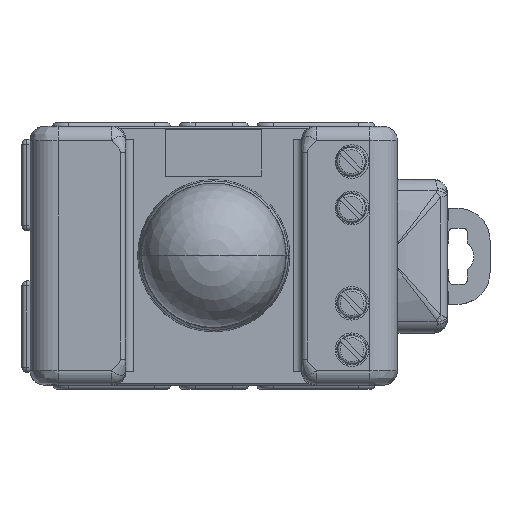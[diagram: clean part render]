
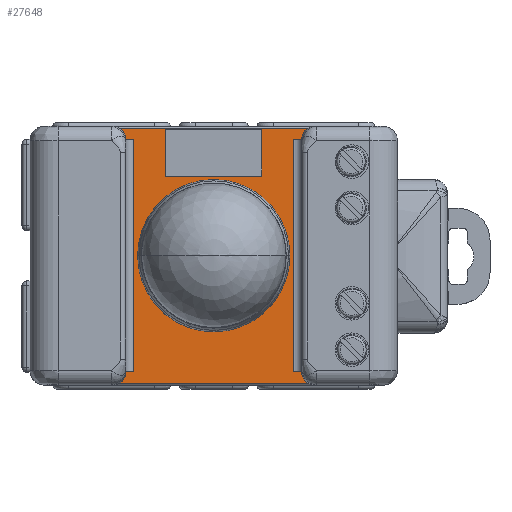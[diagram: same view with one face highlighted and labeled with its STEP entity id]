
A CAD part, top view. The second image highlights one B-rep face of the part: STEP entity #27648.
In plain terms, the highlighted planar face has unit normal (0, 0, 1).
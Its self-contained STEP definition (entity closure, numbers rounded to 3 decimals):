
#336=DIRECTION('',(-1.,0.,0.));
#337=VECTOR('',#336,23.651);
#338=CARTESIAN_POINT('',(11.825,-15.95,0.));
#339=LINE('',#338,#337);
#490=DIRECTION('',(-1.,0.,0.));
#491=VECTOR('',#490,6.);
#492=CARTESIAN_POINT('',(3.,10.65,0.));
#493=LINE('',#492,#491);
#497=DIRECTION('',(0.,-1.,0.));
#498=VECTOR('',#497,4.4);
#499=CARTESIAN_POINT('',(3.,15.05,0.));
#500=LINE('',#499,#498);
#504=DIRECTION('',(1.,0.,0.));
#505=VECTOR('',#504,6.);
#506=CARTESIAN_POINT('',(-3.,15.05,0.));
#507=LINE('',#506,#505);
#511=DIRECTION('',(0.,1.,0.));
#512=VECTOR('',#511,4.4);
#513=CARTESIAN_POINT('',(-3.,10.65,0.));
#514=LINE('',#513,#512);
#518=CARTESIAN_POINT('',(0.,0.,0.));
#519=DIRECTION('',(0.,0.,-1.));
#520=DIRECTION('',(-1.,0.,0.));
#521=AXIS2_PLACEMENT_3D('',#518,#519,#520);
#526=CARTESIAN_POINT('',(0.,0.,0.));
#527=DIRECTION('',(0.,0.,-1.));
#528=DIRECTION('',(1.,0.,0.));
#529=AXIS2_PLACEMENT_3D('',#526,#527,#528);
#534=DIRECTION('',(0.,-1.,0.));
#535=VECTOR('',#534,0.05);
#536=CARTESIAN_POINT('',(-11.,14.55,0.));
#537=LINE('',#536,#535);
#541=CARTESIAN_POINT('',(-12.6,14.55,0.));
#542=DIRECTION('',(0.,0.,1.));
#543=DIRECTION('',(1.,0.,0.));
#544=AXIS2_PLACEMENT_3D('',#541,#542,#543);
#549=CARTESIAN_POINT('',(12.6,14.55,0.));
#550=DIRECTION('',(0.,0.,-1.));
#551=DIRECTION('',(-1.,0.,0.));
#552=AXIS2_PLACEMENT_3D('',#549,#550,#551);
#557=DIRECTION('',(0.,-1.,0.));
#558=VECTOR('',#557,0.05);
#559=CARTESIAN_POINT('',(11.,14.55,0.));
#560=LINE('',#559,#558);
#564=DIRECTION('',(1.,0.,0.));
#565=VECTOR('',#564,1.);
#566=CARTESIAN_POINT('',(10.,14.5,0.));
#567=LINE('',#566,#565);
#571=DIRECTION('',(0.,1.,0.));
#572=VECTOR('',#571,29.);
#573=CARTESIAN_POINT('',(10.,-14.5,0.));
#574=LINE('',#573,#572);
#578=DIRECTION('',(-1.,0.,0.));
#579=VECTOR('',#578,1.);
#580=CARTESIAN_POINT('',(11.,-14.5,0.));
#581=LINE('',#580,#579);
#585=DIRECTION('',(0.,-1.,0.));
#586=VECTOR('',#585,0.05);
#587=CARTESIAN_POINT('',(11.,-14.5,0.));
#588=LINE('',#587,#586);
#592=CARTESIAN_POINT('',(12.6,-14.55,0.));
#593=DIRECTION('',(0.,0.,1.));
#594=DIRECTION('',(-1.,0.,0.));
#595=AXIS2_PLACEMENT_3D('',#592,#593,#594);
#600=CARTESIAN_POINT('',(-12.6,-14.55,0.));
#601=DIRECTION('',(0.,0.,-1.));
#602=DIRECTION('',(1.,0.,0.));
#603=AXIS2_PLACEMENT_3D('',#600,#601,#602);
#608=DIRECTION('',(0.,-1.,0.));
#609=VECTOR('',#608,0.05);
#610=CARTESIAN_POINT('',(-11.,-14.5,0.));
#611=LINE('',#610,#609);
#615=DIRECTION('',(-1.,0.,0.));
#616=VECTOR('',#615,1.);
#617=CARTESIAN_POINT('',(-10.,-14.5,0.));
#618=LINE('',#617,#616);
#622=DIRECTION('',(0.,1.,0.));
#623=VECTOR('',#622,29.);
#624=CARTESIAN_POINT('',(-10.,-14.5,0.));
#625=LINE('',#624,#623);
#629=DIRECTION('',(1.,0.,0.));
#630=VECTOR('',#629,1.);
#631=CARTESIAN_POINT('',(-11.,14.5,0.));
#632=LINE('',#631,#630);
#1830=DIRECTION('',(1.,0.,0.));
#1831=VECTOR('',#1830,23.651);
#1832=CARTESIAN_POINT('',(-11.825,15.95,0.));
#1833=LINE('',#1832,#1831);
#24703=CARTESIAN_POINT('',(3.,10.65,0.));
#24704=CARTESIAN_POINT('',(-3.,10.65,0.));
#24705=VERTEX_POINT('',#24703);
#24706=VERTEX_POINT('',#24704);
#24707=CARTESIAN_POINT('',(-3.,15.05,0.));
#24708=VERTEX_POINT('',#24707);
#24709=CARTESIAN_POINT('',(3.,15.05,0.));
#24710=VERTEX_POINT('',#24709);
#25713=CARTESIAN_POINT('',(-9.51,0.,0.));
#25714=CARTESIAN_POINT('',(9.51,0.,0.));
#25715=VERTEX_POINT('',#25713);
#25716=VERTEX_POINT('',#25714);
#26542=CARTESIAN_POINT('',(-11.,14.55,0.));
#26543=CARTESIAN_POINT('',(-11.,14.5,0.));
#26544=VERTEX_POINT('',#26542);
#26545=VERTEX_POINT('',#26543);
#26546=CARTESIAN_POINT('',(-11.,-14.5,0.));
#26547=CARTESIAN_POINT('',(-11.,-14.55,0.));
#26548=VERTEX_POINT('',#26546);
#26549=VERTEX_POINT('',#26547);
#26550=CARTESIAN_POINT('',(11.,14.55,0.));
#26551=CARTESIAN_POINT('',(11.,14.5,0.));
#26552=VERTEX_POINT('',#26550);
#26553=VERTEX_POINT('',#26551);
#26554=CARTESIAN_POINT('',(11.,-14.5,0.));
#26555=CARTESIAN_POINT('',(11.,-14.55,0.));
#26556=VERTEX_POINT('',#26554);
#26557=VERTEX_POINT('',#26555);
#26558=CARTESIAN_POINT('',(10.,-14.5,0.));
#26559=VERTEX_POINT('',#26558);
#26560=CARTESIAN_POINT('',(-10.,-14.5,0.));
#26561=VERTEX_POINT('',#26560);
#26562=CARTESIAN_POINT('',(-10.,14.5,0.));
#26563=VERTEX_POINT('',#26562);
#26564=CARTESIAN_POINT('',(10.,14.5,0.));
#26565=VERTEX_POINT('',#26564);
#26582=CARTESIAN_POINT('',(-11.825,-15.95,0.));
#26583=VERTEX_POINT('',#26582);
#26584=CARTESIAN_POINT('',(11.825,-15.95,0.));
#26585=VERTEX_POINT('',#26584);
#26586=CARTESIAN_POINT('',(11.825,15.95,0.));
#26587=VERTEX_POINT('',#26586);
#26588=CARTESIAN_POINT('',(-11.825,15.95,0.));
#26589=VERTEX_POINT('',#26588);
#27594=CARTESIAN_POINT('',(-22.95,-16.15,0.));
#27595=DIRECTION('',(0.,0.,1.));
#27596=DIRECTION('',(1.,0.,0.));
#27597=AXIS2_PLACEMENT_3D('',#27594,#27595,#27596);
#27598=PLANE('',#27597);
#27600=ORIENTED_EDGE('',*,*,#27599,.F.);
#27602=ORIENTED_EDGE('',*,*,#27601,.T.);
#27604=ORIENTED_EDGE('',*,*,#27603,.T.);
#27606=ORIENTED_EDGE('',*,*,#27605,.F.);
#27608=ORIENTED_EDGE('',*,*,#27607,.T.);
#27610=ORIENTED_EDGE('',*,*,#27609,.F.);
#27612=ORIENTED_EDGE('',*,*,#27611,.F.);
#27614=ORIENTED_EDGE('',*,*,#27613,.F.);
#27616=ORIENTED_EDGE('',*,*,#27615,.T.);
#27618=ORIENTED_EDGE('',*,*,#27617,.T.);
#27619=ORIENTED_EDGE('',*,*,#27217,.T.);
#27621=ORIENTED_EDGE('',*,*,#27620,.F.);
#27623=ORIENTED_EDGE('',*,*,#27622,.F.);
#27625=ORIENTED_EDGE('',*,*,#27624,.F.);
#27627=ORIENTED_EDGE('',*,*,#27626,.T.);
#27629=ORIENTED_EDGE('',*,*,#27628,.F.);
#27630=EDGE_LOOP('',(#27600,#27602,#27604,#27606,#27608,#27610,#27612,#27614,
#27616,#27618,#27619,#27621,#27623,#27625,#27627,#27629));
#27631=FACE_OUTER_BOUND('',#27630,.F.);
#27633=ORIENTED_EDGE('',*,*,#27632,.F.);
#27635=ORIENTED_EDGE('',*,*,#27634,.F.);
#27637=ORIENTED_EDGE('',*,*,#27636,.F.);
#27639=ORIENTED_EDGE('',*,*,#27638,.F.);
#27640=EDGE_LOOP('',(#27633,#27635,#27637,#27639));
#27641=FACE_BOUND('',#27640,.F.);
#27643=ORIENTED_EDGE('',*,*,#27642,.F.);
#27645=ORIENTED_EDGE('',*,*,#27644,.F.);
#27646=EDGE_LOOP('',(#27643,#27645));
#27647=FACE_BOUND('',#27646,.F.);
#27648=ADVANCED_FACE('',(#27631,#27641,#27647),#27598,.T.);
#522=CIRCLE('',#521,9.51);
#530=CIRCLE('',#529,9.51);
#545=CIRCLE('',#544,1.6);
#553=CIRCLE('',#552,1.6);
#596=CIRCLE('',#595,1.6);
#604=CIRCLE('',#603,1.6);
#27217=EDGE_CURVE('',#26585,#26583,#339,.T.);
#27599=EDGE_CURVE('',#26544,#26545,#537,.T.);
#27601=EDGE_CURVE('',#26544,#26589,#545,.T.);
#27603=EDGE_CURVE('',#26589,#26587,#1833,.T.);
#27605=EDGE_CURVE('',#26552,#26587,#553,.T.);
#27607=EDGE_CURVE('',#26552,#26553,#560,.T.);
#27609=EDGE_CURVE('',#26565,#26553,#567,.T.);
#27611=EDGE_CURVE('',#26559,#26565,#574,.T.);
#27613=EDGE_CURVE('',#26556,#26559,#581,.T.);
#27615=EDGE_CURVE('',#26556,#26557,#588,.T.);
#27617=EDGE_CURVE('',#26557,#26585,#596,.T.);
#27620=EDGE_CURVE('',#26549,#26583,#604,.T.);
#27622=EDGE_CURVE('',#26548,#26549,#611,.T.);
#27624=EDGE_CURVE('',#26561,#26548,#618,.T.);
#27626=EDGE_CURVE('',#26561,#26563,#625,.T.);
#27628=EDGE_CURVE('',#26545,#26563,#632,.T.);
#27632=EDGE_CURVE('',#24705,#24706,#493,.T.);
#27634=EDGE_CURVE('',#24710,#24705,#500,.T.);
#27636=EDGE_CURVE('',#24708,#24710,#507,.T.);
#27638=EDGE_CURVE('',#24706,#24708,#514,.T.);
#27642=EDGE_CURVE('',#25715,#25716,#522,.T.);
#27644=EDGE_CURVE('',#25716,#25715,#530,.T.);
